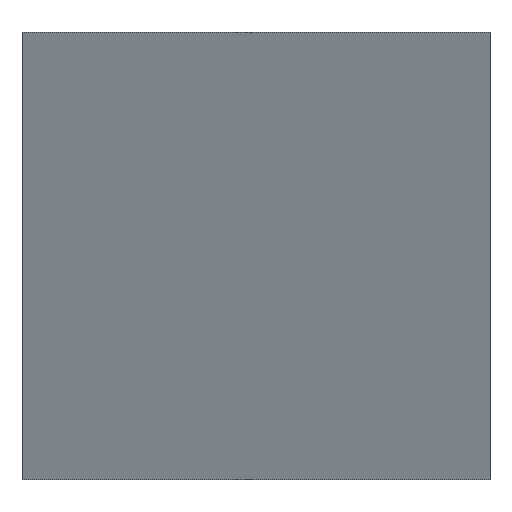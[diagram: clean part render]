
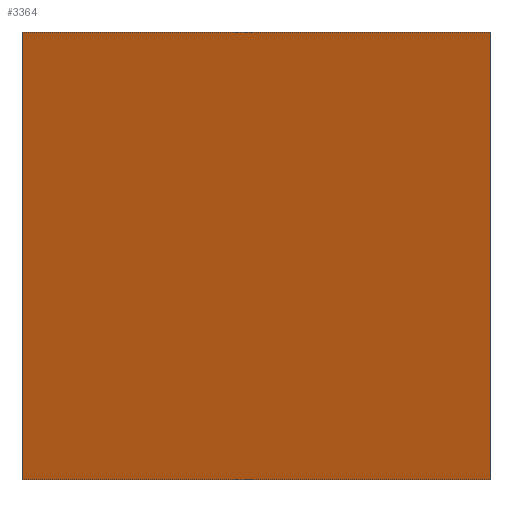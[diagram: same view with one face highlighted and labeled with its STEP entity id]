
A CAD part, front view. The second image highlights one B-rep face of the part: STEP entity #3364.
In plain terms, the highlighted planar face has unit normal (0, -0.951, -0.309).
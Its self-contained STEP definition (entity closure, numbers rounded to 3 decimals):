
#230=PLANE('',#3577);
#284=FACE_OUTER_BOUND('',#456,.T.);
#456=EDGE_LOOP('',(#2425,#2426,#2427,#2428));
#819=LINE('',#5150,#1049);
#840=LINE('',#5215,#1070);
#841=LINE('',#5217,#1071);
#842=LINE('',#5218,#1072);
#1049=VECTOR('',#4079,10.);
#1070=VECTOR('',#4128,10.);
#1071=VECTOR('',#4129,10.);
#1072=VECTOR('',#4130,10.);
#1516=VERTEX_POINT('',#5147);
#1517=VERTEX_POINT('',#5149);
#1541=VERTEX_POINT('',#5214);
#1542=VERTEX_POINT('',#5216);
#1856=EDGE_CURVE('',#1517,#1516,#819,.T.);
#1886=EDGE_CURVE('',#1516,#1541,#840,.T.);
#1887=EDGE_CURVE('',#1542,#1541,#841,.T.);
#1888=EDGE_CURVE('',#1542,#1517,#842,.T.);
#2425=ORIENTED_EDGE('',*,*,#1886,.T.);
#2426=ORIENTED_EDGE('',*,*,#1887,.F.);
#2427=ORIENTED_EDGE('',*,*,#1888,.T.);
#2428=ORIENTED_EDGE('',*,*,#1856,.T.);
#3364=ADVANCED_FACE('',(#284),#230,.T.);
#3577=AXIS2_PLACEMENT_3D('',#5213,#4126,#4127);
#4079=DIRECTION('',(-1.,0.,0.));
#4126=DIRECTION('center_axis',(0.,-0.951,-0.309));
#4127=DIRECTION('ref_axis',(0.,-0.309,0.951));
#4128=DIRECTION('',(0.,0.309,-0.951));
#4129=DIRECTION('',(-1.,0.,0.));
#4130=DIRECTION('',(0.,-0.309,0.951));
#5147=CARTESIAN_POINT('',(-53.72,-12.73,0.));
#5149=CARTESIAN_POINT('',(0.,-12.73,0.));
#5150=CARTESIAN_POINT('',(0.,-12.73,0.));
#5213=CARTESIAN_POINT('Origin',(0.,3.956,-51.357));
#5214=CARTESIAN_POINT('',(-53.72,3.956,-51.357));
#5215=CARTESIAN_POINT('',(-53.72,-0.102,-38.867));
#5216=CARTESIAN_POINT('',(0.,3.956,-51.357));
#5217=CARTESIAN_POINT('',(0.,3.956,-51.357));
#5218=CARTESIAN_POINT('',(0.,3.956,-51.357));
